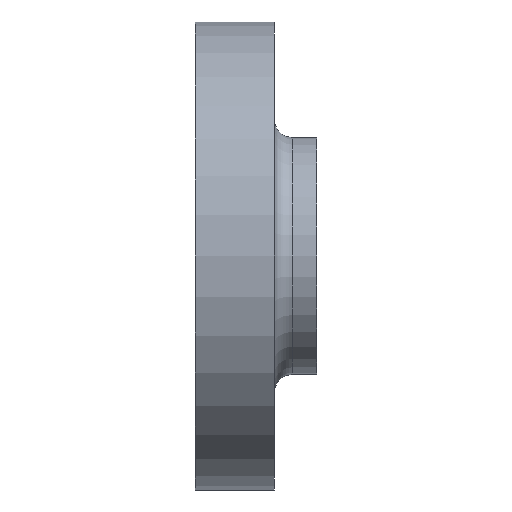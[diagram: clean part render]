
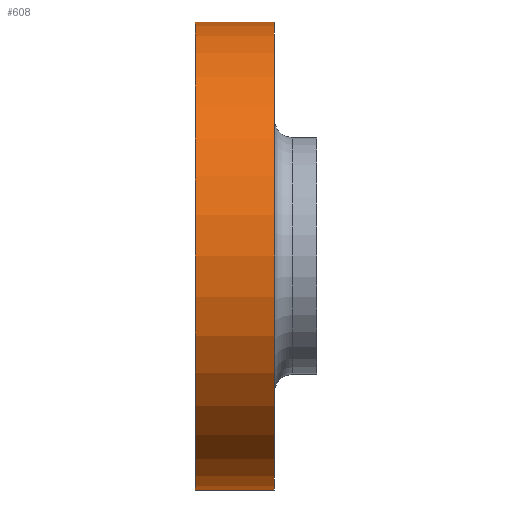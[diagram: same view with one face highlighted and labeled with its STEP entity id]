
A CAD part, front view. The second image highlights one B-rep face of the part: STEP entity #608.
In plain terms, the highlighted cylindrical face has radius 122.237 mm (diameter 244.475 mm), a partial arc.
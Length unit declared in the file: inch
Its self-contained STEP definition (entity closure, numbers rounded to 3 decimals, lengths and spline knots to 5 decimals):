
#15 = DIRECTION ( 'NONE',  ( -1., 0., 0. ) ) ;
#24 = CIRCLE ( 'NONE', #574, 4.8125 ) ;
#34 = EDGE_CURVE ( 'NONE', #271, #129, #491, .T. ) ;
#42 = AXIS2_PLACEMENT_3D ( 'NONE', #721, #71, #180 ) ;
#52 = ORIENTED_EDGE ( 'NONE', *, *, #34, .F. ) ;
#57 = EDGE_CURVE ( 'NONE', #839, #931, #24, .T. ) ;
#71 = DIRECTION ( 'NONE',  ( -1., 0., 0. ) ) ;
#77 = ORIENTED_EDGE ( 'NONE', *, *, #57, .T. ) ;
#129 = VERTEX_POINT ( 'NONE', #242 ) ;
#180 = DIRECTION ( 'NONE',  ( 0., 0., 1. ) ) ;
#199 = DIRECTION ( 'NONE',  ( -1., 0., 0. ) ) ;
#242 = CARTESIAN_POINT ( 'NONE',  ( -0.07514, 0., 4.8125 ) ) ;
#252 = CARTESIAN_POINT ( 'NONE',  ( 1.54986, 0., 4.8125 ) ) ;
#253 = EDGE_CURVE ( 'NONE', #839, #271, #427, .T. ) ;
#271 = VERTEX_POINT ( 'NONE', #272 ) ;
#272 = CARTESIAN_POINT ( 'NONE',  ( -0.07514, 0., -4.8125 ) ) ;
#373 = CARTESIAN_POINT ( 'NONE',  ( 0., 0., 0. ) ) ;
#427 = LINE ( 'NONE', #508, #462 ) ;
#439 = DIRECTION ( 'NONE',  ( 0., 0., 1. ) ) ;
#445 = CYLINDRICAL_SURFACE ( 'NONE', #716, 4.8125 ) ;
#462 = VECTOR ( 'NONE', #519, 39.37008 ) ;
#486 = CARTESIAN_POINT ( 'NONE',  ( 1.54986, 0., 0. ) ) ;
#491 = CIRCLE ( 'NONE', #42, 4.8125 ) ;
#495 = VECTOR ( 'NONE', #199, 39.37008 ) ;
#497 = DIRECTION ( 'NONE',  ( 0., 0., 1. ) ) ;
#508 = CARTESIAN_POINT ( 'NONE',  ( 0., 0., -4.8125 ) ) ;
#519 = DIRECTION ( 'NONE',  ( -1., 0., 0. ) ) ;
#530 = ORIENTED_EDGE ( 'NONE', *, *, #668, .T. ) ;
#574 = AXIS2_PLACEMENT_3D ( 'NONE', #486, #15, #497 ) ;
#589 = LINE ( 'NONE', #902, #495 ) ;
#608 = ADVANCED_FACE ( 'NONE', ( #691 ), #445, .T. ) ;
#668 = EDGE_CURVE ( 'NONE', #931, #129, #589, .T. ) ;
#676 = DIRECTION ( 'NONE',  ( -1., 0., 0. ) ) ;
#691 = FACE_OUTER_BOUND ( 'NONE', #745, .T. ) ;
#716 = AXIS2_PLACEMENT_3D ( 'NONE', #373, #676, #439 ) ;
#721 = CARTESIAN_POINT ( 'NONE',  ( -0.07514, 0., 0. ) ) ;
#745 = EDGE_LOOP ( 'NONE', ( #1020, #77, #530, #52 ) ) ;
#839 = VERTEX_POINT ( 'NONE', #876 ) ;
#876 = CARTESIAN_POINT ( 'NONE',  ( 1.54986, 0., -4.8125 ) ) ;
#902 = CARTESIAN_POINT ( 'NONE',  ( 0., 0., 4.8125 ) ) ;
#931 = VERTEX_POINT ( 'NONE', #252 ) ;
#1020 = ORIENTED_EDGE ( 'NONE', *, *, #253, .F. ) ;
